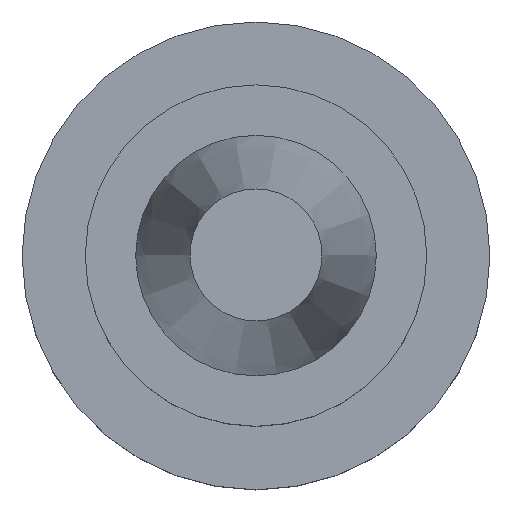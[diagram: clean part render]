
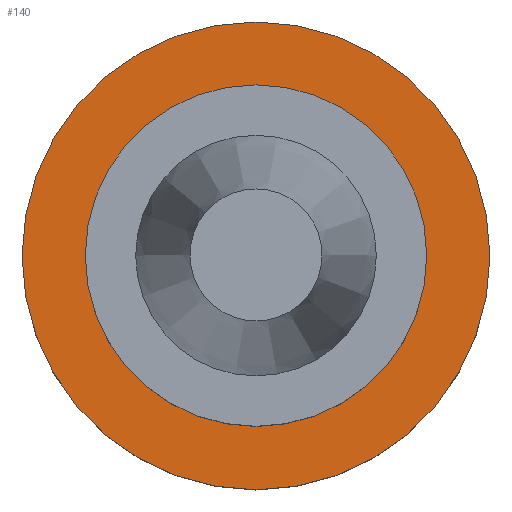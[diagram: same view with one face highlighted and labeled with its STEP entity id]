
A CAD part, top view. The second image highlights one B-rep face of the part: STEP entity #140.
In plain terms, the highlighted planar face has unit normal (0, 0, 1).
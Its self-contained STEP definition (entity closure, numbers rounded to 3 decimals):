
#82=FACE_BOUND('',#202,.T.);
#83=FACE_BOUND('',#203,.T.);
#140=ADVANCED_FACE('',(#82,#83),#168,.T.);
#168=PLANE('',#451);
#202=EDGE_LOOP('',(#272));
#203=EDGE_LOOP('',(#273));
#272=ORIENTED_EDGE('',*,*,#365,.T.);
#273=ORIENTED_EDGE('',*,*,#364,.F.);
#329=VERTEX_POINT('',#678);
#330=VERTEX_POINT('',#681);
#364=EDGE_CURVE('',#329,#329,#399,.T.);
#365=EDGE_CURVE('',#330,#330,#400,.T.);
#399=CIRCLE('',#448,25.0);
#400=CIRCLE('',#450,43.5);
#448=AXIS2_PLACEMENT_3D('',#677,#547,#548);
#450=AXIS2_PLACEMENT_3D('',#680,#551,#552);
#451=AXIS2_PLACEMENT_3D('',#682,#553,#554);
#547=DIRECTION('',(0.0,0.0,1.0));
#548=DIRECTION('',(1.0,0.0,0.0));
#551=DIRECTION('',(0.0,0.0,1.0));
#552=DIRECTION('',(1.0,0.0,0.0));
#553=DIRECTION('',(0.0,0.0,1.0));
#554=DIRECTION('',(1.0,0.0,0.0));
#677=CARTESIAN_POINT('',(0.0,0.0,-35.25));
#678=CARTESIAN_POINT('',(25.0,0.0,-35.25));
#680=CARTESIAN_POINT('',(0.0,0.0,-35.25));
#681=CARTESIAN_POINT('',(43.5,0.0,-35.25));
#682=CARTESIAN_POINT('',(0.0,25.0,-35.25));
